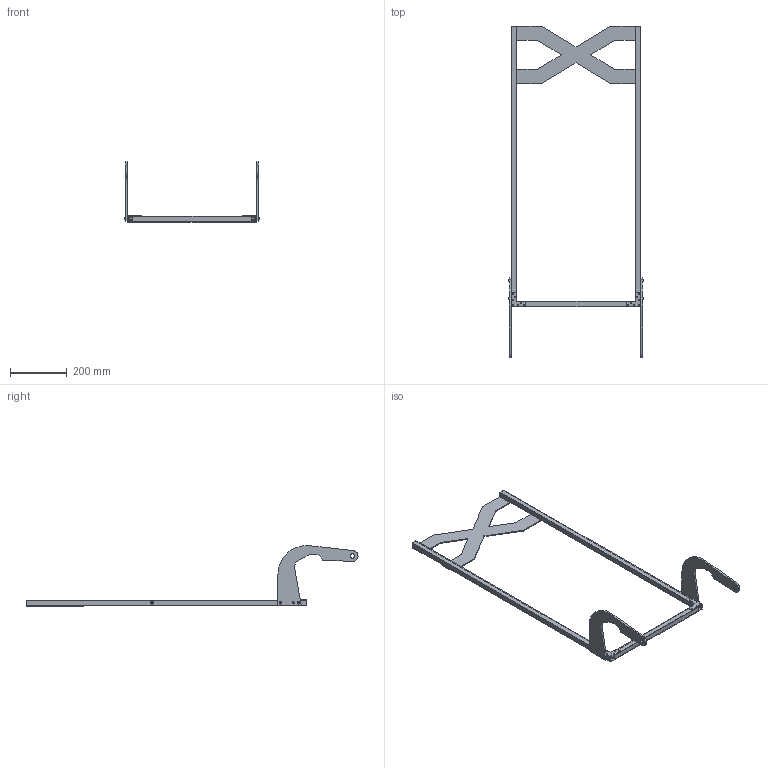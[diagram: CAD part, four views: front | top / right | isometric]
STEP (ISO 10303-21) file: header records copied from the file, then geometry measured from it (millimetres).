
FILE_DESCRIPTION(('CATIA V5 STEP Exchange'),'2;1');
FILE_NAME('Square Tube Base Frame 180226.stp','2018-02-26T19:21:01+00:00',('none'),('none'),'CATIA Version 5-6 Release 2016 SP3 HF50','CATIA V5 STEP AP203','none');
FILE_SCHEMA(('CONFIG_CONTROL_DESIGN'));
Length unit declared in the file: millimetre
Products named in the file (1): Square Tube Base Frame
Assembly tree (18 placements, depth 2):
  Square Tube Base Frame
    #57  x2
    #853  x4
    #13731
    #14404  x4
    #14612  x2
    #15486
    #16547  x2
    #17871  x2
Bounding box: 475.03 x 1171.52 x 214.63 mm (x, y, z)
Volume: 702301.3 mm3; surface area: 551170 mm2
Topology: 18 solids, 18 shells, 2082 faces, 4770 edges, 2732 vertices
Faces by surface type: bspline 1552, cylinder 322, plane 148, cone 44, sphere 16
Entity records: 17320 total; most frequent: CARTESIAN_POINT 7159, ORIENTED_EDGE 2924, EDGE_CURVE 1462, DIRECTION 935, VERTEX_POINT 863, EDGE_LOOP 709, ADVANCED_FACE 617, FACE_OUTER_BOUND 617
